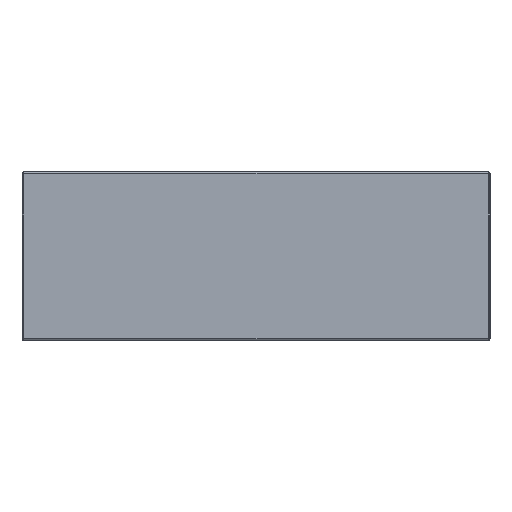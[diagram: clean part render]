
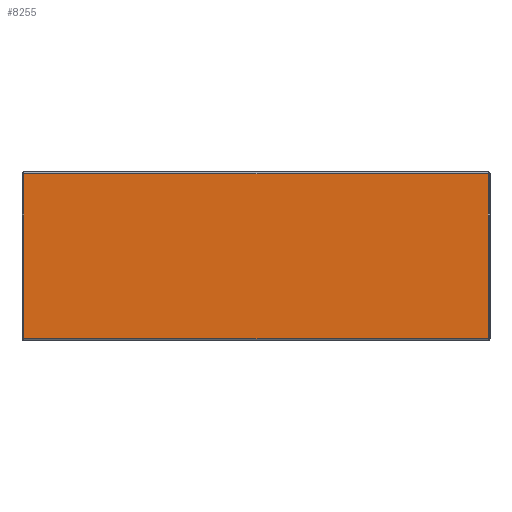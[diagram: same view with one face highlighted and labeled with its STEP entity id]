
A CAD part, left-side view. The second image highlights one B-rep face of the part: STEP entity #8255.
In plain terms, the highlighted planar face has unit normal (-1, 0, 0).
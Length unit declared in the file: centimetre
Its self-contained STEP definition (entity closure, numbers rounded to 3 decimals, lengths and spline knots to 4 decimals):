
#628 = LINE ( 'NONE', #8547, #5874 ) ;
#652 = VECTOR ( 'NONE', #7747, 100. ) ;
#1023 = CARTESIAN_POINT ( 'NONE',  ( -0.1, 0.062, 0.0445 ) ) ;
#1130 = CARTESIAN_POINT ( 'NONE',  ( -0.1, -0.0625, 0.0225 ) ) ;
#1582 = DIRECTION ( 'NONE',  ( 0., -1., 0. ) ) ;
#1678 = DIRECTION ( 'NONE',  ( -1., 0., 0. ) ) ;
#2267 = VERTEX_POINT ( 'NONE', #3316 ) ;
#2708 = EDGE_CURVE ( 'NONE', #2267, #7727, #4734, .T. ) ;
#2982 = FACE_OUTER_BOUND ( 'NONE', #3285, .T. ) ;
#3132 = VECTOR ( 'NONE', #7038, 100. ) ;
#3272 = AXIS2_PLACEMENT_3D ( 'NONE', #1130, #1678, #9227 ) ;
#3285 = EDGE_LOOP ( 'NONE', ( #9730, #3712, #5950, #6291 ) ) ;
#3316 = CARTESIAN_POINT ( 'NONE',  ( -0.1, -0.062, 0.0005 ) ) ;
#3428 = EDGE_CURVE ( 'NONE', #5215, #2267, #628, .T. ) ;
#3712 = ORIENTED_EDGE ( 'NONE', *, *, #2708, .F. ) ;
#4225 = CARTESIAN_POINT ( 'NONE',  ( -0.1, -0.062, 0.0445 ) ) ;
#4734 = LINE ( 'NONE', #8257, #652 ) ;
#5215 = VERTEX_POINT ( 'NONE', #4225 ) ;
#5874 = VECTOR ( 'NONE', #9520, 100. ) ;
#5950 = ORIENTED_EDGE ( 'NONE', *, *, #3428, .F. ) ;
#6291 = ORIENTED_EDGE ( 'NONE', *, *, #10365, .F. ) ;
#7038 = DIRECTION ( 'NONE',  ( 0., 0., 1. ) ) ;
#7479 = PLANE ( 'NONE',  #3272 ) ;
#7727 = VERTEX_POINT ( 'NONE', #10236 ) ;
#7747 = DIRECTION ( 'NONE',  ( 0., 1., 0. ) ) ;
#8255 = ADVANCED_FACE ( 'NONE', ( #2982 ), #7479, .T. ) ;
#8257 = CARTESIAN_POINT ( 'NONE',  ( -0.1, -0.0625, 0.0005 ) ) ;
#8268 = LINE ( 'NONE', #8677, #8675 ) ;
#8547 = CARTESIAN_POINT ( 'NONE',  ( -0.1, -0.062, 0.0225 ) ) ;
#8675 = VECTOR ( 'NONE', #1582, 100. ) ;
#8677 = CARTESIAN_POINT ( 'NONE',  ( -0.1, -0.0625, 0.0445 ) ) ;
#8922 = LINE ( 'NONE', #9788, #3132 ) ;
#9227 = DIRECTION ( 'NONE',  ( 0., 0., 1. ) ) ;
#9520 = DIRECTION ( 'NONE',  ( 0., 0., -1. ) ) ;
#9714 = VERTEX_POINT ( 'NONE', #1023 ) ;
#9730 = ORIENTED_EDGE ( 'NONE', *, *, #10041, .F. ) ;
#9788 = CARTESIAN_POINT ( 'NONE',  ( -0.1, 0.062, 0.0225 ) ) ;
#10041 = EDGE_CURVE ( 'NONE', #7727, #9714, #8922, .T. ) ;
#10236 = CARTESIAN_POINT ( 'NONE',  ( -0.1, 0.062, 0.0005 ) ) ;
#10365 = EDGE_CURVE ( 'NONE', #9714, #5215, #8268, .T. ) ;
